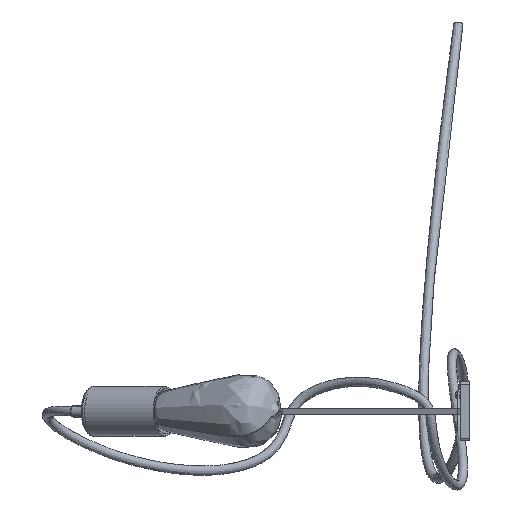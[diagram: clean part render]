
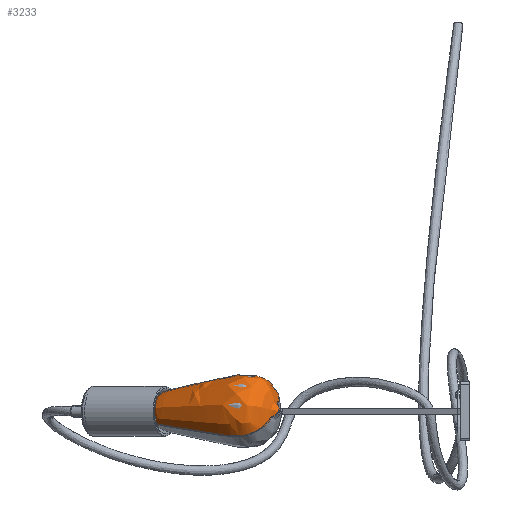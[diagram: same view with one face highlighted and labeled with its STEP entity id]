
A CAD part, left-side view. The second image highlights one B-rep face of the part: STEP entity #3233.
In plain terms, the highlighted free-form (B-spline) face has degree [3, 3] with [15, 4] control points.
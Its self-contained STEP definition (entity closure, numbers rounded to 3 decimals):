
#70=B_SPLINE_CURVE_WITH_KNOTS('',3,(#5491,#5492,#5493,#5494,#5495,#5496,
#5497,#5498,#5499,#5500,#5501,#5502,#5503,#5504,#5505),.UNSPECIFIED.,.F.,
 .F.,(4,1,1,1,1,1,1,1,1,1,1,1,4),(0.,0.037,0.091,
0.236,0.43,0.579,0.745,
0.793,0.844,0.918,0.934,
0.958,0.998),.UNSPECIFIED.);
#71=B_SPLINE_CURVE_WITH_KNOTS('',3,(#5506,#5507,#5508,#5509,#5510,#5511,
#5512,#5513,#5514,#5515,#5516,#5517,#5518,#5519,#5520),.UNSPECIFIED.,.F.,
 .F.,(4,1,1,1,1,1,1,1,1,1,1,1,4),(0.,0.037,0.091,
0.236,0.43,0.579,0.745,
0.793,0.844,0.918,0.934,
0.958,0.998),.UNSPECIFIED.);
#157=(
BOUNDED_SURFACE()
B_SPLINE_SURFACE(3,3,((#5427,#5428,#5429,#5430),(#5431,#5432,#5433,#5434),
(#5435,#5436,#5437,#5438),(#5439,#5440,#5441,#5442),(#5443,#5444,#5445,
#5446),(#5447,#5448,#5449,#5450),(#5451,#5452,#5453,#5454),(#5455,#5456,
#5457,#5458),(#5459,#5460,#5461,#5462),(#5463,#5464,#5465,#5466),(#5467,
#5468,#5469,#5470),(#5471,#5472,#5473,#5474),(#5475,#5476,#5477,#5478),
(#5479,#5480,#5481,#5482),(#5483,#5484,#5485,#5486)),.UNSPECIFIED.,.F.,
 .F.,.F.)
B_SPLINE_SURFACE_WITH_KNOTS((4,1,1,1,1,1,1,1,1,1,1,1,4),(4,4),(0.,0.037,
0.091,0.236,0.43,0.579,
0.745,0.793,0.844,0.918,
0.934,0.958,0.998),(0.,1.),
 .UNSPECIFIED.)
GEOMETRIC_REPRESENTATION_ITEM()
RATIONAL_B_SPLINE_SURFACE(((1.,0.333,0.333,1.),
(1.,0.333,0.333,1.),(1.,0.333,0.333,
1.),(1.,0.333,0.333,1.),(1.,0.333,0.333,
1.),(1.,0.333,0.333,1.),(1.,0.333,0.333,
1.),(1.,0.333,0.333,1.),(1.,0.333,0.333,
1.),(1.,0.333,0.333,1.),(1.,0.333,0.333,
1.),(1.,0.333,0.333,1.),(1.,0.333,0.333,
1.),(1.,0.333,0.333,1.),(1.,0.333,0.333,
1.)))
REPRESENTATION_ITEM('')
SURFACE()
);
#472=FACE_OUTER_BOUND('',#668,.T.);
#668=EDGE_LOOP('',(#2341,#2342,#2343));
#1096=CIRCLE('',#3572,13.648);
#1411=VERTEX_POINT('',#5487);
#1412=VERTEX_POINT('',#5488);
#1413=VERTEX_POINT('',#5490);
#1773=EDGE_CURVE('',#1411,#1412,#1096,.T.);
#1774=EDGE_CURVE('',#1412,#1413,#70,.T.);
#1775=EDGE_CURVE('',#1411,#1413,#71,.T.);
#2341=ORIENTED_EDGE('',*,*,#1773,.T.);
#2342=ORIENTED_EDGE('',*,*,#1774,.T.);
#2343=ORIENTED_EDGE('',*,*,#1775,.F.);
#3233=ADVANCED_FACE('',(#472),#157,.F.);
#3572=AXIS2_PLACEMENT_3D('',#5489,#4171,#4172);
#4171=DIRECTION('center_axis',(0.001,1.,0.));
#4172=DIRECTION('ref_axis',(-1.,0.001,0.));
#5427=CARTESIAN_POINT('Ctrl Pts',(13.564,-42.945,0.));
#5428=CARTESIAN_POINT('Ctrl Pts',(13.564,-42.945,-27.296));
#5429=CARTESIAN_POINT('Ctrl Pts',(-13.732,-42.924,-27.296));
#5430=CARTESIAN_POINT('Ctrl Pts',(-13.732,-42.924,0.));
#5431=CARTESIAN_POINT('Ctrl Pts',(14.958,-41.846,0.));
#5432=CARTESIAN_POINT('Ctrl Pts',(14.958,-41.846,-30.082));
#5433=CARTESIAN_POINT('Ctrl Pts',(-15.124,-41.823,-30.082));
#5434=CARTESIAN_POINT('Ctrl Pts',(-15.124,-41.823,0.));
#5435=CARTESIAN_POINT('Ctrl Pts',(17.273,-38.548,0.));
#5436=CARTESIAN_POINT('Ctrl Pts',(17.273,-38.548,-34.707));
#5437=CARTESIAN_POINT('Ctrl Pts',(-17.434,-38.522,-34.707));
#5438=CARTESIAN_POINT('Ctrl Pts',(-17.434,-38.522,0.));
#5439=CARTESIAN_POINT('Ctrl Pts',(19.081,-27.934,0.));
#5440=CARTESIAN_POINT('Ctrl Pts',(19.081,-27.934,-38.308));
#5441=CARTESIAN_POINT('Ctrl Pts',(-19.227,-27.906,-38.308));
#5442=CARTESIAN_POINT('Ctrl Pts',(-19.227,-27.906,0.));
#5443=CARTESIAN_POINT('Ctrl Pts',(23.008,-11.067,0.));
#5444=CARTESIAN_POINT('Ctrl Pts',(23.008,-11.067,-46.136));
#5445=CARTESIAN_POINT('Ctrl Pts',(-23.128,-11.033,-46.136));
#5446=CARTESIAN_POINT('Ctrl Pts',(-23.128,-11.033,0.));
#5447=CARTESIAN_POINT('Ctrl Pts',(26.791,10.601,0.));
#5448=CARTESIAN_POINT('Ctrl Pts',(26.791,10.601,-53.67));
#5449=CARTESIAN_POINT('Ctrl Pts',(-26.88,10.641,-53.67));
#5450=CARTESIAN_POINT('Ctrl Pts',(-26.88,10.641,0.));
#5451=CARTESIAN_POINT('Ctrl Pts',(31.703,32.289,0.));
#5452=CARTESIAN_POINT('Ctrl Pts',(31.703,32.289,-63.462));
#5453=CARTESIAN_POINT('Ctrl Pts',(-31.759,32.336,-63.462));
#5454=CARTESIAN_POINT('Ctrl Pts',(-31.759,32.336,0.));
#5455=CARTESIAN_POINT('Ctrl Pts',(32.037,50.078,0.));
#5456=CARTESIAN_POINT('Ctrl Pts',(32.037,50.078,-64.104));
#5457=CARTESIAN_POINT('Ctrl Pts',(-32.067,50.125,-64.104));
#5458=CARTESIAN_POINT('Ctrl Pts',(-32.067,50.125,0.));
#5459=CARTESIAN_POINT('Ctrl Pts',(24.391,59.43,0.));
#5460=CARTESIAN_POINT('Ctrl Pts',(24.391,59.43,-48.799));
#5461=CARTESIAN_POINT('Ctrl Pts',(-24.408,59.466,-48.799));
#5462=CARTESIAN_POINT('Ctrl Pts',(-24.408,59.466,0.));
#5463=CARTESIAN_POINT('Ctrl Pts',(18.009,63.947,0.));
#5464=CARTESIAN_POINT('Ctrl Pts',(18.009,63.947,-36.028));
#5465=CARTESIAN_POINT('Ctrl Pts',(-18.019,63.973,-36.028));
#5466=CARTESIAN_POINT('Ctrl Pts',(-18.019,63.973,0.));
#5467=CARTESIAN_POINT('Ctrl Pts',(11.975,65.72,0.));
#5468=CARTESIAN_POINT('Ctrl Pts',(11.975,65.72,-23.958));
#5469=CARTESIAN_POINT('Ctrl Pts',(-11.983,65.738,-23.958));
#5470=CARTESIAN_POINT('Ctrl Pts',(-11.983,65.738,0.));
#5471=CARTESIAN_POINT('Ctrl Pts',(6.763,66.294,0.));
#5472=CARTESIAN_POINT('Ctrl Pts',(6.763,66.294,-13.532));
#5473=CARTESIAN_POINT('Ctrl Pts',(-6.769,66.304,-13.532));
#5474=CARTESIAN_POINT('Ctrl Pts',(-6.769,66.304,0.));
#5475=CARTESIAN_POINT('Ctrl Pts',(4.439,69.329,0.));
#5476=CARTESIAN_POINT('Ctrl Pts',(4.439,69.329,-8.881));
#5477=CARTESIAN_POINT('Ctrl Pts',(-4.442,69.336,-8.881));
#5478=CARTESIAN_POINT('Ctrl Pts',(-4.442,69.336,0.));
#5479=CARTESIAN_POINT('Ctrl Pts',(1.874,70.826,0.));
#5480=CARTESIAN_POINT('Ctrl Pts',(1.874,70.826,-3.748));
#5481=CARTESIAN_POINT('Ctrl Pts',(-1.874,70.829,-3.748));
#5482=CARTESIAN_POINT('Ctrl Pts',(-1.874,70.829,0.));
#5483=CARTESIAN_POINT('Ctrl Pts',(0.,70.827,
0.));
#5484=CARTESIAN_POINT('Ctrl Pts',(0.,70.827,
0.));
#5485=CARTESIAN_POINT('Ctrl Pts',(0.,70.827,
0.));
#5486=CARTESIAN_POINT('Ctrl Pts',(0.,70.827,
0.));
#5487=CARTESIAN_POINT('',(13.564,-42.945,0.));
#5488=CARTESIAN_POINT('',(-13.732,-42.924,0.));
#5489=CARTESIAN_POINT('Origin',(-0.084,-42.934,0.));
#5490=CARTESIAN_POINT('',(0.,70.827,0.));
#5491=CARTESIAN_POINT('Ctrl Pts',(-13.732,-42.924,0.));
#5492=CARTESIAN_POINT('Ctrl Pts',(-15.124,-41.823,0.));
#5493=CARTESIAN_POINT('Ctrl Pts',(-17.434,-38.522,0.));
#5494=CARTESIAN_POINT('Ctrl Pts',(-19.227,-27.906,0.));
#5495=CARTESIAN_POINT('Ctrl Pts',(-23.128,-11.033,0.));
#5496=CARTESIAN_POINT('Ctrl Pts',(-26.88,10.641,0.));
#5497=CARTESIAN_POINT('Ctrl Pts',(-31.759,32.336,0.));
#5498=CARTESIAN_POINT('Ctrl Pts',(-32.067,50.125,0.));
#5499=CARTESIAN_POINT('Ctrl Pts',(-24.408,59.466,0.));
#5500=CARTESIAN_POINT('Ctrl Pts',(-18.019,63.973,0.));
#5501=CARTESIAN_POINT('Ctrl Pts',(-11.983,65.738,0.));
#5502=CARTESIAN_POINT('Ctrl Pts',(-6.769,66.304,0.));
#5503=CARTESIAN_POINT('Ctrl Pts',(-4.442,69.336,0.));
#5504=CARTESIAN_POINT('Ctrl Pts',(-1.874,70.829,0.));
#5505=CARTESIAN_POINT('Ctrl Pts',(0.,70.827,
0.));
#5506=CARTESIAN_POINT('Ctrl Pts',(13.564,-42.945,0.));
#5507=CARTESIAN_POINT('Ctrl Pts',(14.958,-41.846,0.));
#5508=CARTESIAN_POINT('Ctrl Pts',(17.273,-38.548,0.));
#5509=CARTESIAN_POINT('Ctrl Pts',(19.081,-27.934,0.));
#5510=CARTESIAN_POINT('Ctrl Pts',(23.008,-11.067,0.));
#5511=CARTESIAN_POINT('Ctrl Pts',(26.791,10.601,0.));
#5512=CARTESIAN_POINT('Ctrl Pts',(31.703,32.289,0.));
#5513=CARTESIAN_POINT('Ctrl Pts',(32.037,50.078,0.));
#5514=CARTESIAN_POINT('Ctrl Pts',(24.391,59.43,0.));
#5515=CARTESIAN_POINT('Ctrl Pts',(18.009,63.947,0.));
#5516=CARTESIAN_POINT('Ctrl Pts',(11.975,65.72,0.));
#5517=CARTESIAN_POINT('Ctrl Pts',(6.763,66.294,0.));
#5518=CARTESIAN_POINT('Ctrl Pts',(4.439,69.329,0.));
#5519=CARTESIAN_POINT('Ctrl Pts',(1.874,70.826,0.));
#5520=CARTESIAN_POINT('Ctrl Pts',(0.,70.827,
0.));
